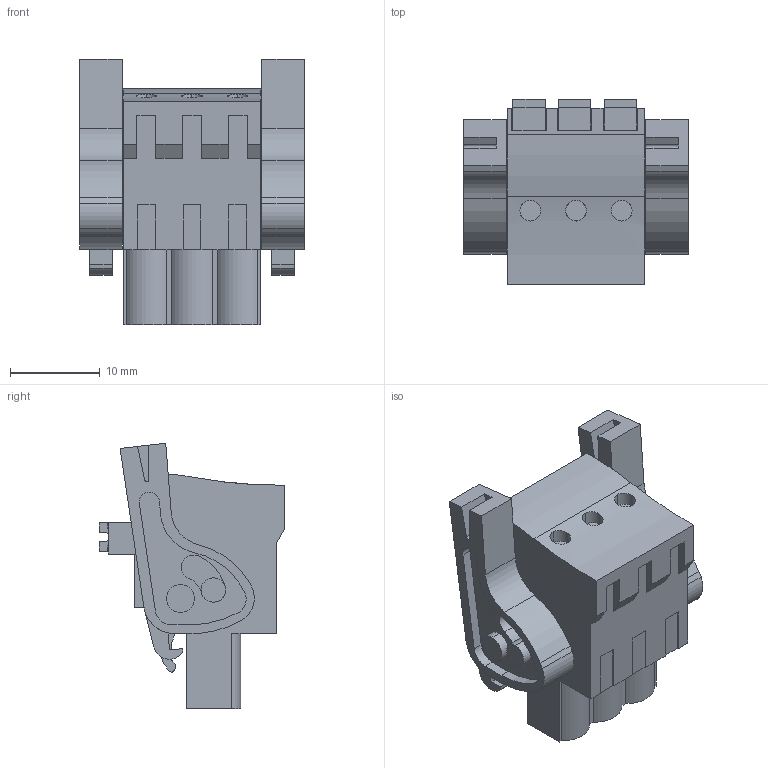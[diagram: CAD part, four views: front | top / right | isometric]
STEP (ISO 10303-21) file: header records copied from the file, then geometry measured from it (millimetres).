
FILE_DESCRIPTION(('CATIA V5 STEP Exchange','CAx-IF Rec.Pracs.--- Model Styling and Organization---1.4--- 2014-01-23'),'2;1');
FILE_NAME ('D1446189_0_1000420001_1000420001.stp','2017-09-09T07:16:36+00:00',('none'),('Weidmueller'),'CATIA Version 5-6 Release 2016','CATIA V5 STEP AP214','none');
FILE_SCHEMA(('AUTOMOTIVE_DESIGN { 1 0 10303 214 1 1 1 1 }'));
Length unit declared in the file: millimetre
Products named in the file (1): 1000420001
Bounding box: 24.94 x 20.64 x 29.52 mm (x, y, z)
Volume: 5828.6 mm3; surface area: 4270.2 mm2
Topology: 6 solids, 6 shells, 347 faces, 954 edges, 641 vertices
Faces by surface type: plane 243, cylinder 94, extrusion 10
Entity records: 10493 total; most frequent: CARTESIAN_POINT 2111, ORIENTED_EDGE 1908, DIRECTION 1377, EDGE_CURVE 954, VECTOR 737, LINE 727, VERTEX_POINT 641, AXIS2_PLACEMENT_3D 415
